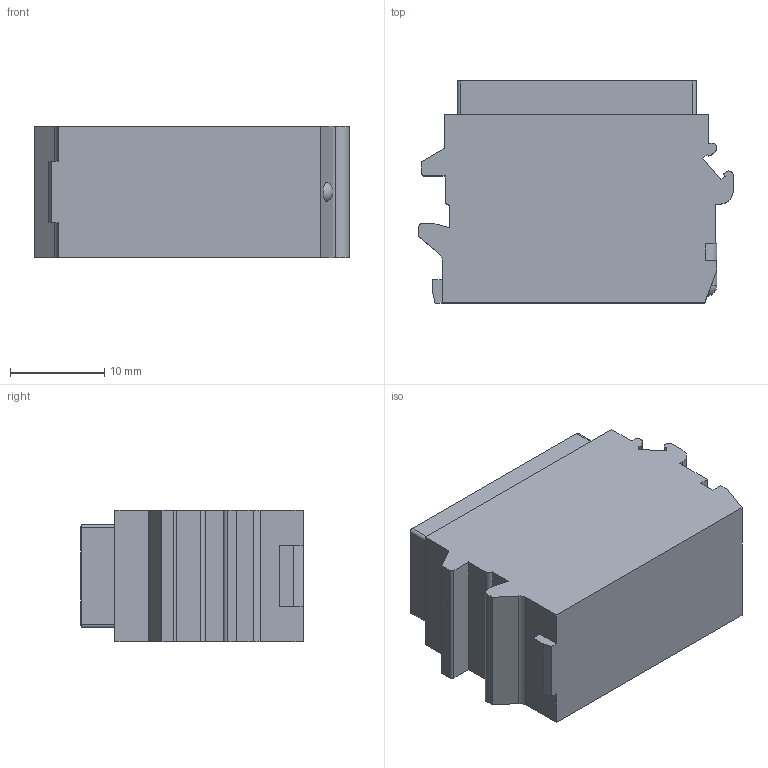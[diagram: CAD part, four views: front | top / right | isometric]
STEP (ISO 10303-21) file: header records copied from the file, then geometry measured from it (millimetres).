
FILE_DESCRIPTION((''),'2;1');
FILE_NAME('00177730304','2020-09-01T',('presta_be4'),(''),'CREO PARAMETRIC BY PTC INC, 2018360','CREO PARAMETRIC BY PTC INC, 2018360','');
FILE_SCHEMA(('CONFIG_CONTROL_DESIGN'));
Products named in the file (1): 00177730304
Bounding box: 33.45 x 23.62 x 14 mm (x, y, z)
Volume: 7506.3 mm3; surface area: 8913.5 mm2
Topology: 11 solids, 11 shells, 1858 faces, 4881 edges, 3084 vertices
Faces by surface type: plane 908, cylinder 409, torus 280, cone 180, bspline 80, sphere 1
Entity records: 68241 total; most frequent: CARTESIAN_POINT 22136, DIRECTION 9732, ORIENTED_EDGE 9722, EDGE_CURVE 4861, AXIS2_PLACEMENT_3D 3655, VERTEX_POINT 3084, VECTOR 2422, LINE 2422
